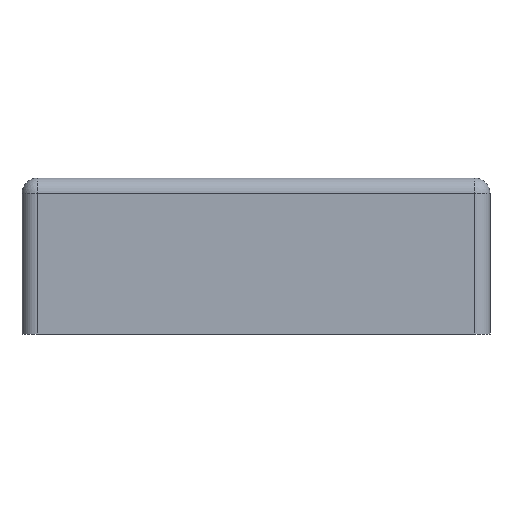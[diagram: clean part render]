
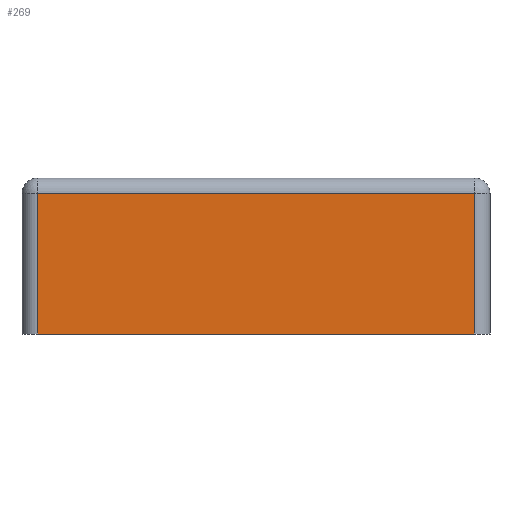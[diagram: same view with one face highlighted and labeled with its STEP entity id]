
A CAD part, front view. The second image highlights one B-rep face of the part: STEP entity #269.
In plain terms, the highlighted planar face has unit normal (0, -1, 0).
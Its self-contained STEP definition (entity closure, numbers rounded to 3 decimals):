
#19=PLANE('',#305);
#21=LINE('',#409,#41);
#24=LINE('',#423,#44);
#36=LINE('',#461,#56);
#40=LINE('',#470,#60);
#41=VECTOR('',#321,10.);
#44=VECTOR('',#336,10.);
#56=VECTOR('',#380,10.);
#60=VECTOR('',#394,10.);
#85=FACE_OUTER_BOUND('',#103,.T.);
#103=EDGE_LOOP('',(#237,#238,#239,#240));
#123=VERTEX_POINT('',#402);
#125=VERTEX_POINT('',#407);
#126=VERTEX_POINT('',#412);
#129=VERTEX_POINT('',#419);
#145=EDGE_CURVE('',#125,#123,#21,.T.);
#152=EDGE_CURVE('',#126,#129,#24,.T.);
#172=EDGE_CURVE('',#123,#126,#36,.T.);
#176=EDGE_CURVE('',#129,#125,#40,.T.);
#237=ORIENTED_EDGE('',*,*,#145,.F.);
#238=ORIENTED_EDGE('',*,*,#176,.F.);
#239=ORIENTED_EDGE('',*,*,#152,.F.);
#240=ORIENTED_EDGE('',*,*,#172,.F.);
#269=ADVANCED_FACE('',(#85),#19,.T.);
#305=AXIS2_PLACEMENT_3D('',#469,#392,#393);
#321=DIRECTION('',(0.,0.,1.));
#336=DIRECTION('',(0.,0.,-1.));
#380=DIRECTION('',(1.,0.,0.));
#392=DIRECTION('center_axis',(0.,-1.,0.));
#393=DIRECTION('ref_axis',(1.,0.,0.));
#394=DIRECTION('',(-1.,0.,0.));
#402=CARTESIAN_POINT('',(-14.,-2.5,12.));
#407=CARTESIAN_POINT('',(-14.,-2.5,3.));
#409=CARTESIAN_POINT('',(-14.,-2.5,3.));
#412=CARTESIAN_POINT('',(14.,-2.5,12.));
#419=CARTESIAN_POINT('',(14.,-2.5,3.));
#423=CARTESIAN_POINT('',(14.,-2.5,3.));
#461=CARTESIAN_POINT('',(-7.5,-2.5,12.));
#469=CARTESIAN_POINT('Origin',(-15.,-2.5,3.));
#470=CARTESIAN_POINT('',(15.,-2.5,3.));
